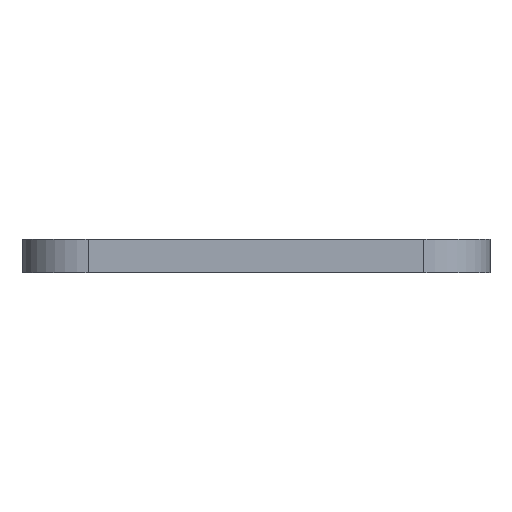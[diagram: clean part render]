
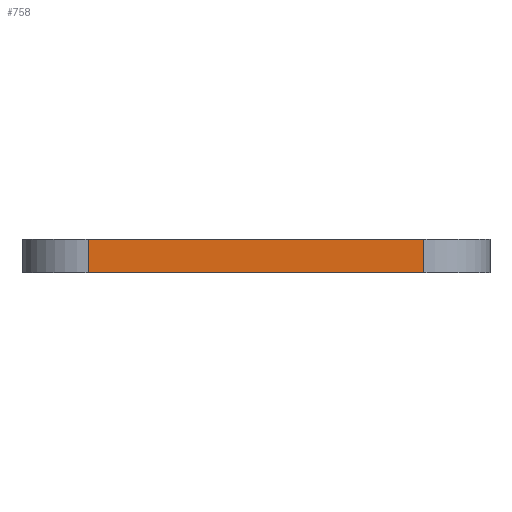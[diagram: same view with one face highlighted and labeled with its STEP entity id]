
A CAD part, front view. The second image highlights one B-rep face of the part: STEP entity #758.
In plain terms, the highlighted planar face has unit normal (0, -1, 0).
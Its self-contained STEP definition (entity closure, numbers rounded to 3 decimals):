
#163 = VERTEX_POINT('',#164);
#164 = CARTESIAN_POINT('',(45.212,-94.742,0.));
#171 = EDGE_CURVE('',#172,#163,#174,.T.);
#172 = VERTEX_POINT('',#173);
#173 = CARTESIAN_POINT('',(60.452,-94.742,0.));
#174 = LINE('',#175,#176);
#175 = CARTESIAN_POINT('',(60.452,-94.742,0.));
#176 = VECTOR('',#177,1.);
#177 = DIRECTION('',(-1.,0.,0.));
#447 = VERTEX_POINT('',#448);
#448 = CARTESIAN_POINT('',(45.212,-94.742,1.51));
#455 = EDGE_CURVE('',#456,#447,#458,.T.);
#456 = VERTEX_POINT('',#457);
#457 = CARTESIAN_POINT('',(60.452,-94.742,1.51));
#458 = LINE('',#459,#460);
#459 = CARTESIAN_POINT('',(60.452,-94.742,1.51));
#460 = VECTOR('',#461,1.);
#461 = DIRECTION('',(-1.,0.,0.));
#730 = EDGE_CURVE('',#172,#456,#731,.T.);
#731 = LINE('',#732,#733);
#732 = CARTESIAN_POINT('',(60.452,-94.742,0.));
#733 = VECTOR('',#734,1.);
#734 = DIRECTION('',(0.,0.,1.));
#758 = ADVANCED_FACE('',(#759),#770,.T.);
#759 = FACE_BOUND('',#760,.T.);
#760 = EDGE_LOOP('',(#761,#762,#763,#769));
#761 = ORIENTED_EDGE('',*,*,#730,.T.);
#762 = ORIENTED_EDGE('',*,*,#455,.T.);
#763 = ORIENTED_EDGE('',*,*,#764,.F.);
#764 = EDGE_CURVE('',#163,#447,#765,.T.);
#765 = LINE('',#766,#767);
#766 = CARTESIAN_POINT('',(45.212,-94.742,0.));
#767 = VECTOR('',#768,1.);
#768 = DIRECTION('',(0.,0.,1.));
#769 = ORIENTED_EDGE('',*,*,#171,.F.);
#770 = PLANE('',#771);
#771 = AXIS2_PLACEMENT_3D('',#772,#773,#774);
#772 = CARTESIAN_POINT('',(60.452,-94.742,0.));
#773 = DIRECTION('',(0.,-1.,0.));
#774 = DIRECTION('',(-1.,0.,0.));
